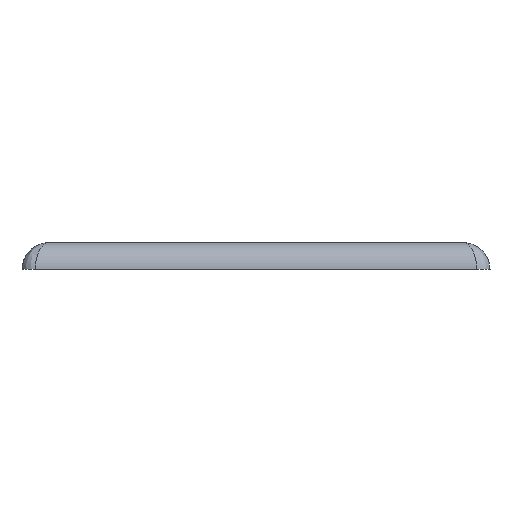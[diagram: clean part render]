
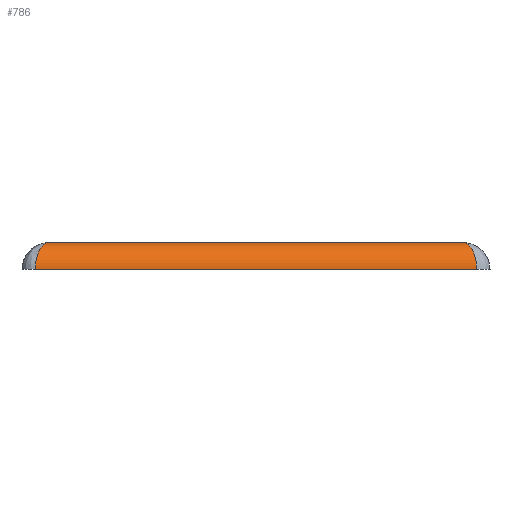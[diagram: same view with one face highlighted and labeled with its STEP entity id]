
A CAD part, front view. The second image highlights one B-rep face of the part: STEP entity #786.
In plain terms, the highlighted cylindrical face has radius 2 mm (diameter 4 mm), a partial arc.
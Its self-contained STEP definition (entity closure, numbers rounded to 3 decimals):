
#13 = VERTEX_POINT ( 'NONE', #1150 ) ;
#101 = CARTESIAN_POINT ( 'NONE',  ( -15.5, -30., 2. ) ) ;
#138 = VERTEX_POINT ( 'NONE', #285 ) ;
#169 = CARTESIAN_POINT ( 'NONE',  ( 16.5, -32., 0. ) ) ;
#222 = EDGE_CURVE ( 'NONE', #13, #862, #637, .T. ) ;
#230 = EDGE_CURVE ( 'NONE', #862, #138, #531, .T. ) ;
#233 = EDGE_LOOP ( 'NONE', ( #454, #469, #606, #630 ) ) ;
#248 = DIRECTION ( 'NONE',  ( 1., 0., 0. ) ) ;
#285 = CARTESIAN_POINT ( 'NONE',  ( 15.5, -30., 2. ) ) ;
#376 = AXIS2_PLACEMENT_3D ( 'NONE', #881, #248, #609 ) ;
#430 = CYLINDRICAL_SURFACE ( 'NONE', #376, 2. ) ;
#454 = ORIENTED_EDGE ( 'NONE', *, *, #774, .T. ) ;
#469 = ORIENTED_EDGE ( 'NONE', *, *, #230, .F. ) ;
#531 = LINE ( 'NONE', #894, #579 ) ;
#550 = CARTESIAN_POINT ( 'NONE',  ( -16.5, -32., 0. ) ) ;
#563 = CARTESIAN_POINT ( 'NONE',  ( 16.5, -32., 0. ) ) ;
#579 = VECTOR ( 'NONE', #994, 1000. ) ;
#600 = VECTOR ( 'NONE', #1171, 1000. ) ;
#606 = ORIENTED_EDGE ( 'NONE', *, *, #222, .F. ) ;
#609 = DIRECTION ( 'NONE',  ( 0., 0., -1. ) ) ;
#630 = ORIENTED_EDGE ( 'NONE', *, *, #1074, .T. ) ;
#637 =( BOUNDED_CURVE ( )  B_SPLINE_CURVE ( 3, ( #550, #913, #1069, #101 ),
 .UNSPECIFIED., .F., .T. ) 
 B_SPLINE_CURVE_WITH_KNOTS ( ( 4, 4 ),
 ( 3.142, 4.712 ),
 .UNSPECIFIED. ) 
 CURVE ( )  GEOMETRIC_REPRESENTATION_ITEM ( )  RATIONAL_B_SPLINE_CURVE ( ( 1., 0.805, 0.805, 1. ) ) 
 REPRESENTATION_ITEM ( '' )  );
#764 = CARTESIAN_POINT ( 'NONE',  ( 15.5, -30., 2. ) ) ;
#774 = EDGE_CURVE ( 'NONE', #1060, #138, #1133, .T. ) ;
#786 = ADVANCED_FACE ( 'NONE', ( #804 ), #430, .T. ) ;
#799 = CARTESIAN_POINT ( 'NONE',  ( 16.086, -31.172, 2. ) ) ;
#804 = FACE_OUTER_BOUND ( 'NONE', #233, .T. ) ;
#826 = CARTESIAN_POINT ( 'NONE',  ( -15.5, -30., 2. ) ) ;
#862 = VERTEX_POINT ( 'NONE', #826 ) ;
#881 = CARTESIAN_POINT ( 'NONE',  ( -16.5, -30., 0. ) ) ;
#894 = CARTESIAN_POINT ( 'NONE',  ( -16.5, -30., 2. ) ) ;
#913 = CARTESIAN_POINT ( 'NONE',  ( -16.5, -32., 1.172 ) ) ;
#922 = LINE ( 'NONE', #928, #600 ) ;
#928 = CARTESIAN_POINT ( 'NONE',  ( -16.5, -32., 0. ) ) ;
#994 = DIRECTION ( 'NONE',  ( 1., 0., 0. ) ) ;
#1060 = VERTEX_POINT ( 'NONE', #563 ) ;
#1069 = CARTESIAN_POINT ( 'NONE',  ( -16.086, -31.172, 2. ) ) ;
#1074 = EDGE_CURVE ( 'NONE', #13, #1060, #922, .T. ) ;
#1130 = CARTESIAN_POINT ( 'NONE',  ( 16.5, -32., 1.172 ) ) ;
#1133 =( BOUNDED_CURVE ( )  B_SPLINE_CURVE ( 3, ( #169, #1130, #799, #764 ),
 .UNSPECIFIED., .F., .T. ) 
 B_SPLINE_CURVE_WITH_KNOTS ( ( 4, 4 ),
 ( 3.142, 4.712 ),
 .UNSPECIFIED. ) 
 CURVE ( )  GEOMETRIC_REPRESENTATION_ITEM ( )  RATIONAL_B_SPLINE_CURVE ( ( 1., 0.805, 0.805, 1. ) ) 
 REPRESENTATION_ITEM ( '' )  );
#1150 = CARTESIAN_POINT ( 'NONE',  ( -16.5, -32., 0. ) ) ;
#1171 = DIRECTION ( 'NONE',  ( 1., 0., 0. ) ) ;
